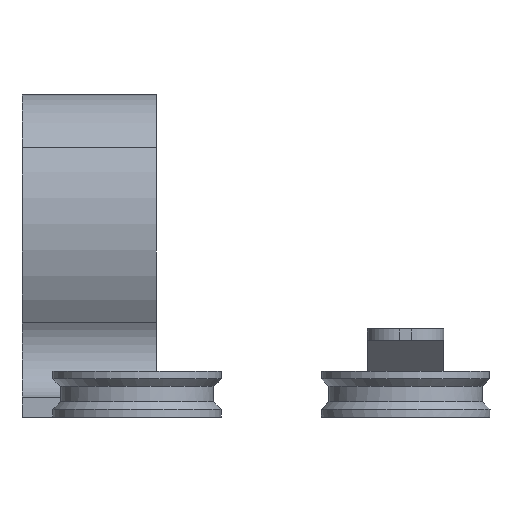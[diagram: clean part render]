
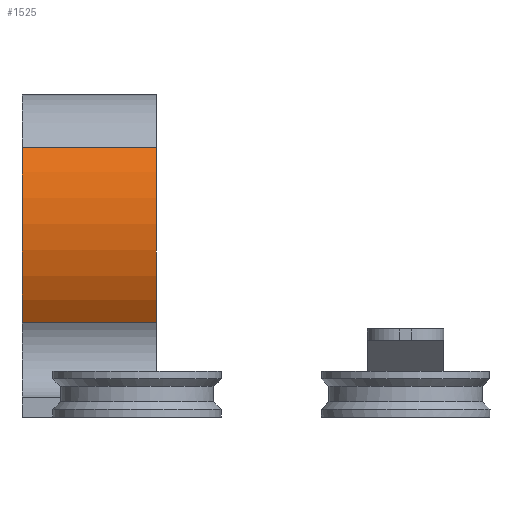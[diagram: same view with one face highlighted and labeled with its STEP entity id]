
A CAD part, front view. The second image highlights one B-rep face of the part: STEP entity #1525.
In plain terms, the highlighted cylindrical face has radius 45 mm (diameter 90 mm), a partial arc.
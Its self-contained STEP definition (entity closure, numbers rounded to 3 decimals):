
#117=FACE_OUTER_BOUND('',#211,.T.);
#211=EDGE_LOOP('',(#1101,#1102,#1103,#1104));
#321=LINE('',#2400,#447);
#322=LINE('',#2405,#448);
#447=VECTOR('',#1913,10.);
#448=VECTOR('',#1918,10.);
#569=CIRCLE('',#1657,45.);
#570=CIRCLE('',#1658,45.);
#675=VERTEX_POINT('',#2397);
#676=VERTEX_POINT('',#2399);
#677=VERTEX_POINT('',#2403);
#678=VERTEX_POINT('',#2404);
#841=EDGE_CURVE('',#675,#676,#321,.T.);
#843=EDGE_CURVE('',#677,#678,#322,.T.);
#844=EDGE_CURVE('',#677,#676,#569,.T.);
#845=EDGE_CURVE('',#678,#675,#570,.T.);
#1101=ORIENTED_EDGE('',*,*,#843,.F.);
#1102=ORIENTED_EDGE('',*,*,#844,.T.);
#1103=ORIENTED_EDGE('',*,*,#841,.F.);
#1104=ORIENTED_EDGE('',*,*,#845,.F.);
#1480=CYLINDRICAL_SURFACE('',#1656,45.);
#1525=ADVANCED_FACE('',(#117),#1480,.T.);
#1656=AXIS2_PLACEMENT_3D('',#2402,#1916,#1917);
#1657=AXIS2_PLACEMENT_3D('',#2406,#1919,#1920);
#1658=AXIS2_PLACEMENT_3D('',#2407,#1921,#1922);
#1913=DIRECTION('',(-1.,0.,0.));
#1916=DIRECTION('center_axis',(1.,0.,0.));
#1917=DIRECTION('ref_axis',(0.,0.,1.));
#1918=DIRECTION('',(1.,0.,0.));
#1919=DIRECTION('center_axis',(1.,0.,0.));
#1920=DIRECTION('ref_axis',(0.,0.,1.));
#1921=DIRECTION('center_axis',(1.,0.,0.));
#1922=DIRECTION('ref_axis',(0.,0.,1.));
#2397=CARTESIAN_POINT('',(14.5,182.878,-32.935));
#2399=CARTESIAN_POINT('',(-20.5,182.878,-32.935));
#2400=CARTESIAN_POINT('',(-5.5,182.878,-32.935));
#2402=CARTESIAN_POINT('Origin',(-5.5,220.,-7.5));
#2403=CARTESIAN_POINT('',(-20.5,179.814,12.75));
#2404=CARTESIAN_POINT('',(14.5,179.814,12.75));
#2405=CARTESIAN_POINT('',(-5.5,179.814,12.75));
#2406=CARTESIAN_POINT('Origin',(-20.5,220.,-7.5));
#2407=CARTESIAN_POINT('Origin',(14.5,220.,-7.5));
